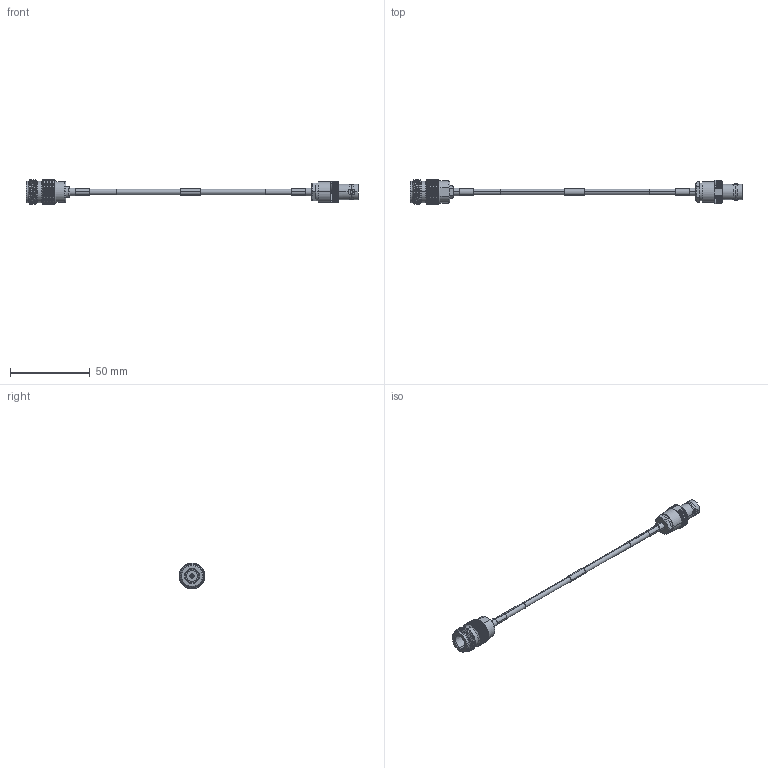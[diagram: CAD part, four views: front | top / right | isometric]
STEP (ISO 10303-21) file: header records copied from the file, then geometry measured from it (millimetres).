
FILE_DESCRIPTION (( 'STEP AP214' ), '1' );
FILE_NAME ('LCCA30507_3D.STEP', '2020-05-06T12:23:44', ( '' ), ( '' ), 'SwSTEP 2.0', 'SolidWorks 2018', '' );
FILE_SCHEMA (( 'AUTOMOTIVE_DESIGN' ));
Length unit declared in the file: inch
Products named in the file (6): LCCN3040; 1AW01-003_.152 ID; LCCA30507_3D; LCCN3055; LC141TBJ-PROD; LC141TBJ (141 Formable with HeatShrink)
Assembly tree (7 placements, depth 3):
  LCCA30507_3D
    LC141TBJ-PROD
      LC141TBJ (141 Formable with HeatShrink)
      1AW01-003_.152 ID  x3
    LCCN3055
    LCCN3040
Bounding box: 208.79 x 16 x 16 mm (x, y, z)
Volume: 7954 mm3; surface area: 8120.5 mm2
Topology: 9 solids, 9 shells, 2758 faces, 5890 edges, 3169 vertices
Faces by surface type: bspline 1803, cylinder 588, plane 209, cone 154, torus 4
Entity records: 101992 total; most frequent: CARTESIAN_POINT 62562, ORIENTED_EDGE 11732, EDGE_CURVE 5866, DIRECTION 3415, VERTEX_POINT 3153, EDGE_LOOP 2771, FACE_OUTER_BOUND 2746, ADVANCED_FACE 2746
